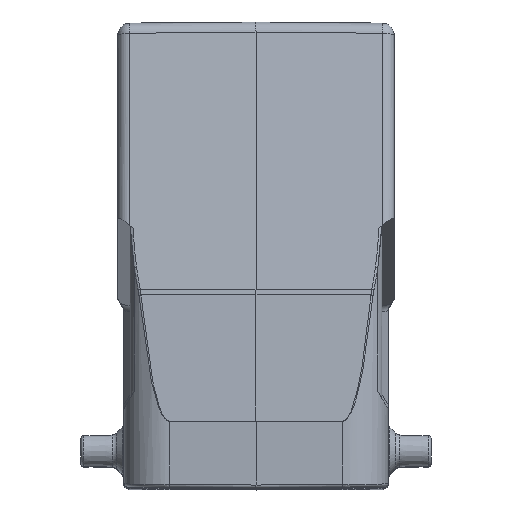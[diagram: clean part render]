
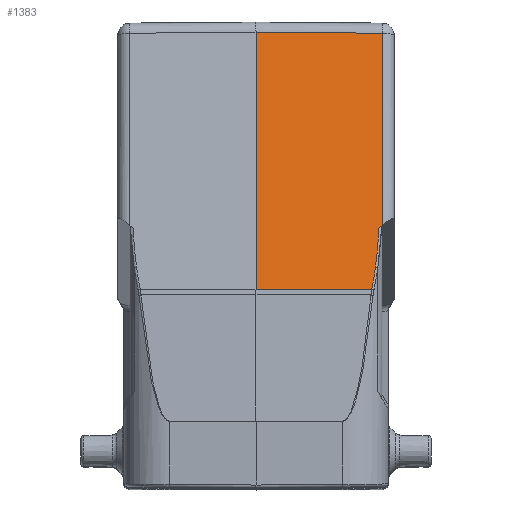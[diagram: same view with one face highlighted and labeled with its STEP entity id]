
A CAD part, top view. The second image highlights one B-rep face of the part: STEP entity #1383.
In plain terms, the highlighted planar face has unit normal (0.009, 0.174, 0.985).
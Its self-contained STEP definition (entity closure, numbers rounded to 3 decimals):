
#656=CIRCLE('',#9477,62.355);
#892=PLANE('',#9595);
#1383=ADVANCED_FACE('',(#2023),#892,.T.);
#2023=FACE_OUTER_BOUND('',#2596,.T.);
#2596=EDGE_LOOP('',(#4877,#4878,#4879,#4880,#4881,#4882,#4883));
#2854=ELLIPSE('',#9594,40.313,7.);
#4877=ORIENTED_EDGE('',*,*,#7087,.T.);
#4878=ORIENTED_EDGE('',*,*,#7082,.T.);
#4879=ORIENTED_EDGE('',*,*,#7080,.F.);
#4880=ORIENTED_EDGE('',*,*,#7188,.T.);
#4881=ORIENTED_EDGE('',*,*,#7189,.T.);
#4882=ORIENTED_EDGE('',*,*,#7190,.F.);
#4883=ORIENTED_EDGE('',*,*,#7191,.T.);
#5954=VERTEX_POINT('',#15843);
#5955=VERTEX_POINT('',#15847);
#5956=VERTEX_POINT('',#15851);
#5958=VERTEX_POINT('',#15875);
#6018=VERTEX_POINT('',#16223);
#6022=VERTEX_POINT('',#16240);
#6023=VERTEX_POINT('',#16242);
#7080=EDGE_CURVE('',#5954,#5955,#7904,.T.);
#7082=EDGE_CURVE('',#5956,#5955,#7905,.T.);
#7087=EDGE_CURVE('',#5958,#5956,#656,.T.);
#7188=EDGE_CURVE('',#5954,#6018,#7940,.T.);
#7189=EDGE_CURVE('',#6018,#6022,#7941,.T.);
#7190=EDGE_CURVE('',#6023,#6022,#7942,.T.);
#7191=EDGE_CURVE('',#6023,#5958,#2854,.T.);
#7904=LINE('',#15846,#8598);
#7905=LINE('',#15850,#8599);
#7940=LINE('',#16237,#8634);
#7941=LINE('',#16239,#8635);
#7942=LINE('',#16241,#8636);
#8598=VECTOR('',#11551,1.);
#8599=VECTOR('',#11556,1.);
#8634=VECTOR('',#11827,1.);
#8635=VECTOR('',#11830,1.);
#8636=VECTOR('',#11831,1.);
#9477=AXIS2_PLACEMENT_3D('',#15881,#11561,#11562);
#9594=AXIS2_PLACEMENT_3D('',#16243,#11832,#11833);
#9595=AXIS2_PLACEMENT_3D('',#16244,#11834,#11835);
#11551=DIRECTION('',(0.,-0.985,0.174));
#11556=DIRECTION('',(0.762,0.637,-0.119));
#11561=DIRECTION('',(0.009,0.174,0.985));
#11562=DIRECTION('',(0.,-0.985,0.174));
#11827=DIRECTION('',(-1.,0.009,0.007));
#11830=DIRECTION('',(0.,-0.985,0.174));
#11831=DIRECTION('',(-1.,0.001,0.009));
#11832=DIRECTION('',(0.009,0.174,0.985));
#11833=DIRECTION('',(0.002,-0.985,0.174));
#11834=DIRECTION('',(0.009,0.174,0.985));
#11835=DIRECTION('',(0.,-0.985,0.174));
#15843=CARTESIAN_POINT('',(20.517,19.584,50.546));
#15846=CARTESIAN_POINT('',(20.517,19.584,50.546));
#15847=CARTESIAN_POINT('',(20.517,-11.704,56.062));
#15850=CARTESIAN_POINT('',(19.963,-12.168,56.149));
#15851=CARTESIAN_POINT('',(19.963,-12.168,56.149));
#15875=CARTESIAN_POINT('',(19.449,-18.497,57.27));
#15881=CARTESIAN_POINT('',(-42.367,-10.39,56.388));
#16223=CARTESIAN_POINT('',(0.,19.763,50.696));
#16237=CARTESIAN_POINT('',(20.517,19.584,50.546));
#16239=CARTESIAN_POINT('',(0.,19.763,50.696));
#16240=CARTESIAN_POINT('',(0.,-22.155,58.087));
#16241=CARTESIAN_POINT('',(96.056,-22.264,57.255));
#16242=CARTESIAN_POINT('',(18.848,-22.176,57.924));
#16243=CARTESIAN_POINT('',(14.004,6.729,52.87));
#16244=CARTESIAN_POINT('',(0.,21.415,50.404));
